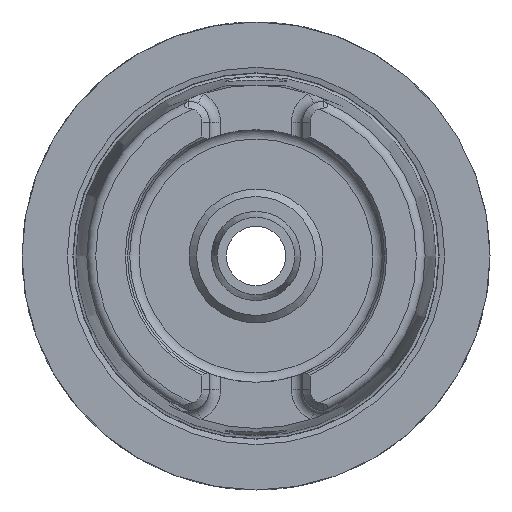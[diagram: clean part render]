
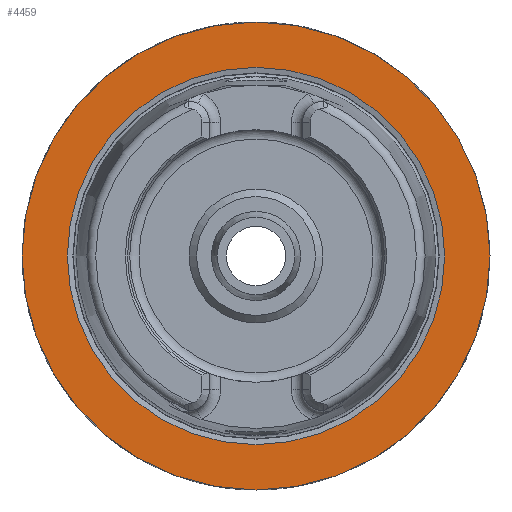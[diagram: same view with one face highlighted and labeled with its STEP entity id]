
A CAD part, left-side view. The second image highlights one B-rep face of the part: STEP entity #4459.
In plain terms, the highlighted planar face has unit normal (-1, 0, 0).
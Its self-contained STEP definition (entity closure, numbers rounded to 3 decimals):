
#3650=CARTESIAN_POINT('',(0.0,31.5,0.0));
#3651=VERTEX_POINT('',#3650);
#3652=CARTESIAN_POINT('',(0.0,0.0,0.0));
#3653=DIRECTION('',(1.0,0.0,0.0));
#3654=DIRECTION('',(0.0,1.0,0.0));
#3655=AXIS2_PLACEMENT_3D('',#3652,#3653,#3654);
#3656=CIRCLE('',#3655,31.5);
#3657=EDGE_CURVE('',#3651,#3651,#3656,.T.);
#4433=CARTESIAN_POINT('',(0.0,25.4,0.0));
#4434=VERTEX_POINT('',#4433);
#4435=CARTESIAN_POINT('',(0.0,0.0,0.0));
#4436=DIRECTION('',(1.0,0.0,0.0));
#4437=DIRECTION('',(0.0,1.0,0.0));
#4438=AXIS2_PLACEMENT_3D('',#4435,#4436,#4437);
#4439=CIRCLE('',#4438,25.4);
#4440=EDGE_CURVE('',#4434,#4434,#4439,.T.);
#4448=CARTESIAN_POINT('',(0.0,28.45,0.0));
#4449=DIRECTION('',(-1.0,0.0,0.0));
#4450=DIRECTION('',(0.0,0.0,1.0));
#4451=AXIS2_PLACEMENT_3D('',#4448,#4449,#4450);
#4452=PLANE('',#4451);
#4453=ORIENTED_EDGE('',*,*,#3657,.F.);
#4454=EDGE_LOOP('',(#4453));
#4455=FACE_OUTER_BOUND('',#4454,.T.);
#4456=ORIENTED_EDGE('',*,*,#4440,.T.);
#4457=EDGE_LOOP('',(#4456));
#4458=FACE_BOUND('',#4457,.T.);
#4459=ADVANCED_FACE('',(#4455,#4458),#4452,.T.);
